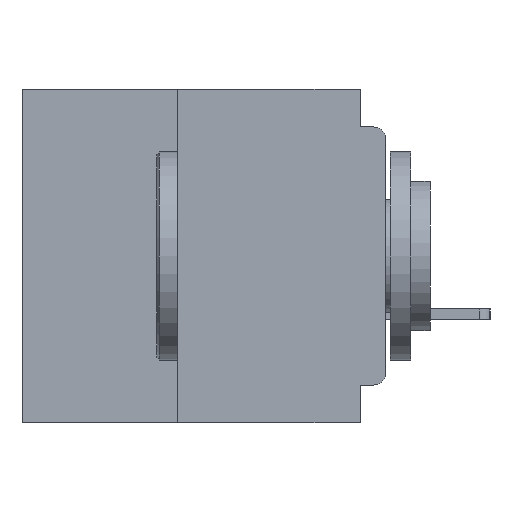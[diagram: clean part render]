
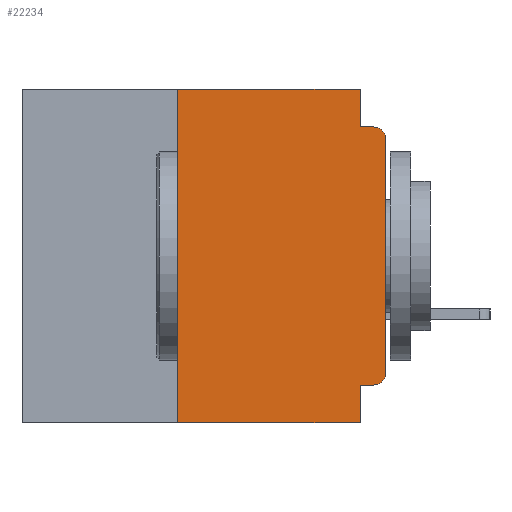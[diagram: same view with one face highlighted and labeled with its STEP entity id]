
A CAD part, left-side view. The second image highlights one B-rep face of the part: STEP entity #22234.
In plain terms, the highlighted planar face has unit normal (-1, 0, 0).
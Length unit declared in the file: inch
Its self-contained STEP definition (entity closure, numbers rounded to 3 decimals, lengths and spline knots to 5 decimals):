
#46 = VECTOR ( 'NONE', #5228, 39.37008 ) ;
#161 = LINE ( 'NONE', #12804, #14382 ) ;
#759 = EDGE_CURVE ( 'NONE', #17978, #25829, #16105, .T. ) ;
#1285 = ORIENTED_EDGE ( 'NONE', *, *, #38892, .F. ) ;
#2555 = CIRCLE ( 'NONE', #37907, 0.015 ) ;
#4245 = VECTOR ( 'NONE', #16794, 39.37008 ) ;
#5227 = LINE ( 'NONE', #37967, #4245 ) ;
#5228 = DIRECTION ( 'NONE',  ( 0., 0., 1. ) ) ;
#5461 = CARTESIAN_POINT ( 'NONE',  ( 0., 0.031, -0.4 ) ) ;
#5545 = AXIS2_PLACEMENT_3D ( 'NONE', #20357, #29344, #11500 ) ;
#5718 = AXIS2_PLACEMENT_3D ( 'NONE', #31990, #14095, #35034 ) ;
#5963 = CARTESIAN_POINT ( 'NONE',  ( 0., 0., -0.355 ) ) ;
#6899 = EDGE_CURVE ( 'NONE', #34955, #24457, #5227, .T. ) ;
#8127 = DIRECTION ( 'NONE',  ( 0., -1., 0. ) ) ;
#8338 = PLANE ( 'NONE',  #5545 ) ;
#8904 = ORIENTED_EDGE ( 'NONE', *, *, #34810, .T. ) ;
#9835 = ORIENTED_EDGE ( 'NONE', *, *, #14007, .F. ) ;
#10224 = DIRECTION ( 'NONE',  ( 0., 0., -1. ) ) ;
#11489 = CARTESIAN_POINT ( 'NONE',  ( 0., 0., -0.34 ) ) ;
#11500 = DIRECTION ( 'NONE',  ( 0., 0., -1. ) ) ;
#11512 = VECTOR ( 'NONE', #26877, 39.37008 ) ;
#11719 = FACE_OUTER_BOUND ( 'NONE', #25952, .T. ) ;
#11947 = VECTOR ( 'NONE', #35754, 39.37008 ) ;
#12472 = CARTESIAN_POINT ( 'NONE',  ( 0., 0.031, 0. ) ) ;
#12674 = ORIENTED_EDGE ( 'NONE', *, *, #6899, .F. ) ;
#12804 = CARTESIAN_POINT ( 'NONE',  ( 0., 0., -0.045 ) ) ;
#12997 = LINE ( 'NONE', #17010, #20001 ) ;
#14007 = EDGE_CURVE ( 'NONE', #24457, #38226, #161, .T. ) ;
#14095 = DIRECTION ( 'NONE',  ( -1., 0., 0. ) ) ;
#14382 = VECTOR ( 'NONE', #36786, 39.37008 ) ;
#15211 = CARTESIAN_POINT ( 'NONE',  ( 0., 0., -0.06 ) ) ;
#15467 = ORIENTED_EDGE ( 'NONE', *, *, #37853, .T. ) ;
#15819 = VERTEX_POINT ( 'NONE', #11489 ) ;
#16105 = LINE ( 'NONE', #16125, #46 ) ;
#16125 = CARTESIAN_POINT ( 'NONE',  ( 0., 0.25, -0.4 ) ) ;
#16415 = VERTEX_POINT ( 'NONE', #23367 ) ;
#16794 = DIRECTION ( 'NONE',  ( 0., 0., -1. ) ) ;
#17010 = CARTESIAN_POINT ( 'NONE',  ( 0., 0.437, -0.4 ) ) ;
#17339 = ORIENTED_EDGE ( 'NONE', *, *, #24658, .T. ) ;
#17823 = CARTESIAN_POINT ( 'NONE',  ( 0., 0.015, -0.06 ) ) ;
#17978 = VERTEX_POINT ( 'NONE', #19656 ) ;
#18922 = VECTOR ( 'NONE', #10224, 39.37008 ) ;
#19122 = VERTEX_POINT ( 'NONE', #5461 ) ;
#19416 = LINE ( 'NONE', #5963, #11512 ) ;
#19656 = CARTESIAN_POINT ( 'NONE',  ( 0., 0.25, -0.4 ) ) ;
#20001 = VECTOR ( 'NONE', #8127, 39.37008 ) ;
#20357 = CARTESIAN_POINT ( 'NONE',  ( 0., 0.437, 0. ) ) ;
#20766 = CARTESIAN_POINT ( 'NONE',  ( 0., 0., 0. ) ) ;
#20827 = DIRECTION ( 'NONE',  ( 0., 0., -1. ) ) ;
#21081 = EDGE_CURVE ( 'NONE', #25829, #34955, #29987, .T. ) ;
#22234 = ADVANCED_FACE ( 'NONE', ( #11719 ), #8338, .F. ) ;
#23357 = ORIENTED_EDGE ( 'NONE', *, *, #35818, .F. ) ;
#23367 = CARTESIAN_POINT ( 'NONE',  ( 0., 0.031, -0.355 ) ) ;
#24457 = VERTEX_POINT ( 'NONE', #30935 ) ;
#24491 = DIRECTION ( 'NONE',  ( 0., -1., 0. ) ) ;
#24658 = EDGE_CURVE ( 'NONE', #32556, #15819, #31593, .T. ) ;
#25829 = VERTEX_POINT ( 'NONE', #38021 ) ;
#25925 = LINE ( 'NONE', #28057, #18922 ) ;
#25952 = EDGE_LOOP ( 'NONE', ( #38010, #8904, #9835, #12674, #28492, #38508, #15467, #23357, #1285, #17339 ) ) ;
#25965 = EDGE_CURVE ( 'NONE', #15819, #30860, #28701, .T. ) ;
#26548 = CARTESIAN_POINT ( 'NONE',  ( 0., 0.015, -0.045 ) ) ;
#26877 = DIRECTION ( 'NONE',  ( 0., 1., 0. ) ) ;
#28057 = CARTESIAN_POINT ( 'NONE',  ( 0., 0.031, -0.4 ) ) ;
#28492 = ORIENTED_EDGE ( 'NONE', *, *, #21081, .F. ) ;
#28701 = LINE ( 'NONE', #20766, #11947 ) ;
#29344 = DIRECTION ( 'NONE',  ( 1., 0., 0. ) ) ;
#29987 = LINE ( 'NONE', #33636, #38093 ) ;
#30860 = VERTEX_POINT ( 'NONE', #15211 ) ;
#30935 = CARTESIAN_POINT ( 'NONE',  ( 0., 0.031, -0.045 ) ) ;
#31593 = CIRCLE ( 'NONE', #5718, 0.015 ) ;
#31990 = CARTESIAN_POINT ( 'NONE',  ( 0., 0.015, -0.34 ) ) ;
#32556 = VERTEX_POINT ( 'NONE', #33181 ) ;
#33181 = CARTESIAN_POINT ( 'NONE',  ( 0., 0.015, -0.355 ) ) ;
#33636 = CARTESIAN_POINT ( 'NONE',  ( 0., 0.437, 0. ) ) ;
#34810 = EDGE_CURVE ( 'NONE', #30860, #38226, #2555, .T. ) ;
#34955 = VERTEX_POINT ( 'NONE', #12472 ) ;
#35034 = DIRECTION ( 'NONE',  ( 0., 0., -1. ) ) ;
#35754 = DIRECTION ( 'NONE',  ( 0., 0., 1. ) ) ;
#35818 = EDGE_CURVE ( 'NONE', #16415, #19122, #25925, .T. ) ;
#36786 = DIRECTION ( 'NONE',  ( 0., -1., 0. ) ) ;
#37853 = EDGE_CURVE ( 'NONE', #17978, #19122, #12997, .T. ) ;
#37907 = AXIS2_PLACEMENT_3D ( 'NONE', #17823, #38848, #20827 ) ;
#37967 = CARTESIAN_POINT ( 'NONE',  ( 0., 0.031, 0. ) ) ;
#38010 = ORIENTED_EDGE ( 'NONE', *, *, #25965, .T. ) ;
#38021 = CARTESIAN_POINT ( 'NONE',  ( 0., 0.25, 0. ) ) ;
#38093 = VECTOR ( 'NONE', #24491, 39.37008 ) ;
#38226 = VERTEX_POINT ( 'NONE', #26548 ) ;
#38508 = ORIENTED_EDGE ( 'NONE', *, *, #759, .F. ) ;
#38848 = DIRECTION ( 'NONE',  ( -1., 0., 0. ) ) ;
#38892 = EDGE_CURVE ( 'NONE', #32556, #16415, #19416, .T. ) ;
